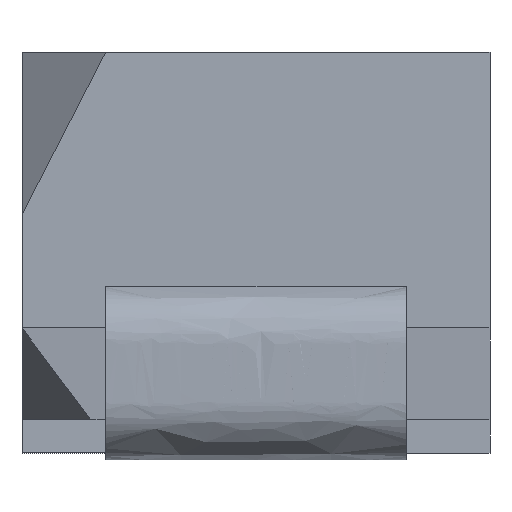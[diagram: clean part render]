
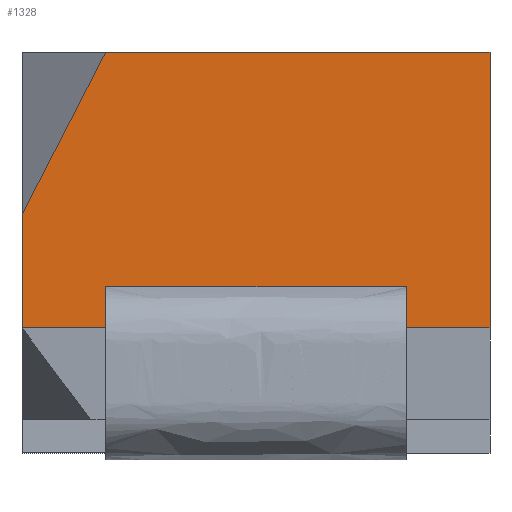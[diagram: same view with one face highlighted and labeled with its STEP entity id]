
A CAD part, left-side view. The second image highlights one B-rep face of the part: STEP entity #1328.
In plain terms, the highlighted planar face has unit normal (-1, 0, 0).
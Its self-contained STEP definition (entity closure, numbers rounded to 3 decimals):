
#93 = EDGE_CURVE('',#94,#96,#98,.T.);
#94 = VERTEX_POINT('',#95);
#95 = CARTESIAN_POINT('',(0.,0.45,0.395));
#96 = VERTEX_POINT('',#97);
#97 = CARTESIAN_POINT('',(0.,0.7,0.395));
#98 = LINE('',#99,#100);
#99 = CARTESIAN_POINT('',(0.,0.7,0.395));
#100 = VECTOR('',#101,1.);
#101 = DIRECTION('',(0.,1.,0.));
#120 = VERTEX_POINT('',#121);
#121 = CARTESIAN_POINT('',(0.,-0.7,0.395));
#127 = EDGE_CURVE('',#120,#128,#130,.T.);
#128 = VERTEX_POINT('',#129);
#129 = CARTESIAN_POINT('',(0.,-0.45,0.395));
#130 = LINE('',#131,#132);
#131 = CARTESIAN_POINT('',(0.,0.7,0.395));
#132 = VECTOR('',#133,1.);
#133 = DIRECTION('',(0.,1.,0.));
#1002 = EDGE_CURVE('',#96,#1003,#1005,.T.);
#1003 = VERTEX_POINT('',#1004);
#1004 = CARTESIAN_POINT('',(0.,0.7,0.734));
#1005 = LINE('',#1006,#1007);
#1006 = CARTESIAN_POINT('',(0.,0.7,1.22));
#1007 = VECTOR('',#1008,1.);
#1008 = DIRECTION('',(0.,0.,1.));
#1047 = EDGE_CURVE('',#1048,#128,#1050,.T.);
#1048 = VERTEX_POINT('',#1049);
#1049 = CARTESIAN_POINT('',(0.,-0.45,0.518));
#1050 = LINE('',#1051,#1052);
#1051 = CARTESIAN_POINT('',(0.,-0.45,1.22));
#1052 = VECTOR('',#1053,1.);
#1053 = DIRECTION('',(0.,0.,-1.));
#1082 = EDGE_CURVE('',#1083,#1003,#1085,.T.);
#1083 = VERTEX_POINT('',#1084);
#1084 = CARTESIAN_POINT('',(0.,0.45,1.22));
#1085 = LINE('',#1086,#1087);
#1086 = CARTESIAN_POINT('',(0.,0.45,1.22));
#1087 = VECTOR('',#1088,1.);
#1088 = DIRECTION('',(0.,0.458,-0.889
    ));
#1106 = VERTEX_POINT('',#1107);
#1107 = CARTESIAN_POINT('',(0.,0.45,0.518));
#1123 = EDGE_CURVE('',#94,#1106,#1124,.T.);
#1124 = LINE('',#1125,#1126);
#1125 = CARTESIAN_POINT('',(0.,0.45,1.22));
#1126 = VECTOR('',#1127,1.);
#1127 = DIRECTION('',(0.,0.,1.));
#1145 = EDGE_CURVE('',#1106,#1048,#1146,.T.);
#1146 = LINE('',#1147,#1148);
#1147 = CARTESIAN_POINT('',(0.,0.7,0.518));
#1148 = VECTOR('',#1149,1.);
#1149 = DIRECTION('',(0.,-1.,0.));
#1301 = EDGE_CURVE('',#1302,#1083,#1304,.T.);
#1302 = VERTEX_POINT('',#1303);
#1303 = CARTESIAN_POINT('',(0.,-0.7,1.22));
#1304 = LINE('',#1305,#1306);
#1305 = CARTESIAN_POINT('',(0.,0.7,1.22));
#1306 = VECTOR('',#1307,1.);
#1307 = DIRECTION('',(0.,1.,0.));
#1328 = ADVANCED_FACE('',(#1329),#1345,.T.);
#1329 = FACE_BOUND('',#1330,.T.);
#1330 = EDGE_LOOP('',(#1331,#1332,#1333,#1334,#1335,#1341,#1342,#1343,
    #1344));
#1331 = ORIENTED_EDGE('',*,*,#1123,.T.);
#1332 = ORIENTED_EDGE('',*,*,#1145,.T.);
#1333 = ORIENTED_EDGE('',*,*,#1047,.T.);
#1334 = ORIENTED_EDGE('',*,*,#127,.F.);
#1335 = ORIENTED_EDGE('',*,*,#1336,.F.);
#1336 = EDGE_CURVE('',#1302,#120,#1337,.T.);
#1337 = LINE('',#1338,#1339);
#1338 = CARTESIAN_POINT('',(0.,-0.7,0.02));
#1339 = VECTOR('',#1340,1.);
#1340 = DIRECTION('',(0.,0.,-1.));
#1341 = ORIENTED_EDGE('',*,*,#1301,.T.);
#1342 = ORIENTED_EDGE('',*,*,#1082,.T.);
#1343 = ORIENTED_EDGE('',*,*,#1002,.F.);
#1344 = ORIENTED_EDGE('',*,*,#93,.F.);
#1345 = PLANE('',#1346);
#1346 = AXIS2_PLACEMENT_3D('',#1347,#1348,#1349);
#1347 = CARTESIAN_POINT('',(0.,0.7,1.22));
#1348 = DIRECTION('',(-1.,0.,0.));
#1349 = DIRECTION('',(0.,0.,-1.));
